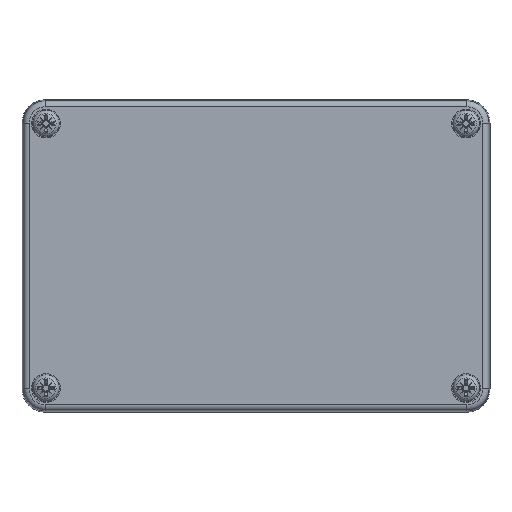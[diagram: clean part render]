
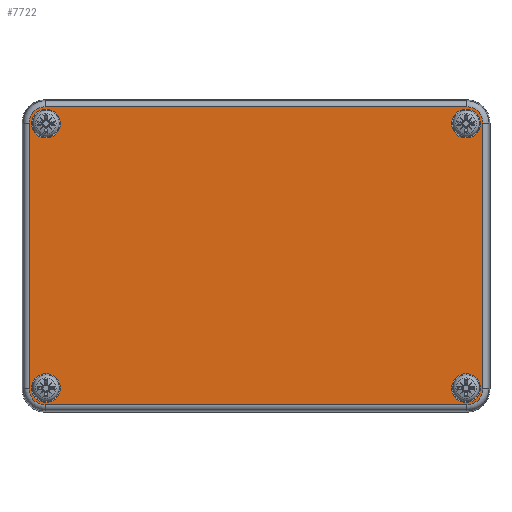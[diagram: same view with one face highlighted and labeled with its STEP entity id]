
A CAD part, top view. The second image highlights one B-rep face of the part: STEP entity #7722.
In plain terms, the highlighted face is planar.
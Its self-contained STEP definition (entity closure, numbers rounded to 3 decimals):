
#7301=CARTESIAN_POINT('',(-54.15,-38.327,-20.0));
#7302=VERTEX_POINT('',#7301);
#7310=CARTESIAN_POINT('',(54.15,-38.327,-20.0));
#7311=VERTEX_POINT('',#7310);
#7312=CARTESIAN_POINT('',(-54.15,-38.327,-20.0));
#7313=DIRECTION('',(1.0,0.0,0.0));
#7314=VECTOR('',#7313,108.3);
#7315=LINE('',#7312,#7314);
#7316=EDGE_CURVE('',#7302,#7311,#7315,.T.);
#7343=CARTESIAN_POINT('',(-58.327,-34.15,-20.0));
#7344=VERTEX_POINT('',#7343);
#7352=CARTESIAN_POINT('',(-54.15,-34.15,-20.0));
#7353=DIRECTION('',(0.0,0.0,1.0));
#7354=DIRECTION('',(-0.707,-0.707,0.0));
#7355=AXIS2_PLACEMENT_3D('',#7352,#7353,#7354);
#7356=CIRCLE('',#7355,4.177);
#7357=EDGE_CURVE('',#7344,#7302,#7356,.T.);
#7375=CARTESIAN_POINT('',(58.327,-34.15,-20.0));
#7376=VERTEX_POINT('',#7375);
#7394=CARTESIAN_POINT('',(54.15,-34.15,-20.0));
#7395=DIRECTION('',(0.0,0.0,1.0));
#7396=DIRECTION('',(0.707,-0.707,0.0));
#7397=AXIS2_PLACEMENT_3D('',#7394,#7395,#7396);
#7398=CIRCLE('',#7397,4.177);
#7399=EDGE_CURVE('',#7311,#7376,#7398,.T.);
#7411=CARTESIAN_POINT('',(-58.327,34.15,-20.0));
#7412=VERTEX_POINT('',#7411);
#7420=CARTESIAN_POINT('',(-58.327,34.15,-20.0));
#7421=DIRECTION('',(0.0,-1.0,0.0));
#7422=VECTOR('',#7421,68.3);
#7423=LINE('',#7420,#7422);
#7424=EDGE_CURVE('',#7412,#7344,#7423,.T.);
#7441=CARTESIAN_POINT('',(58.327,34.15,-20.0));
#7442=VERTEX_POINT('',#7441);
#7459=CARTESIAN_POINT('',(58.327,-34.15,-20.0));
#7460=DIRECTION('',(0.0,1.0,0.0));
#7461=VECTOR('',#7460,68.3);
#7462=LINE('',#7459,#7461);
#7463=EDGE_CURVE('',#7376,#7442,#7462,.T.);
#7475=CARTESIAN_POINT('',(-54.15,38.327,-20.0));
#7476=VERTEX_POINT('',#7475);
#7484=CARTESIAN_POINT('',(-54.15,34.15,-20.0));
#7485=DIRECTION('',(0.0,0.0,1.0));
#7486=DIRECTION('',(-0.707,0.707,0.0));
#7487=AXIS2_PLACEMENT_3D('',#7484,#7485,#7486);
#7488=CIRCLE('',#7487,4.177);
#7489=EDGE_CURVE('',#7476,#7412,#7488,.T.);
#7507=CARTESIAN_POINT('',(54.15,38.327,-20.0));
#7508=VERTEX_POINT('',#7507);
#7526=CARTESIAN_POINT('',(54.15,34.15,-20.0));
#7527=DIRECTION('',(0.0,0.0,1.0));
#7528=DIRECTION('',(0.707,0.707,0.0));
#7529=AXIS2_PLACEMENT_3D('',#7526,#7527,#7528);
#7530=CIRCLE('',#7529,4.177);
#7531=EDGE_CURVE('',#7442,#7508,#7530,.T.);
#7549=CARTESIAN_POINT('',(54.15,38.327,-20.0));
#7550=DIRECTION('',(-1.0,0.0,0.0));
#7551=VECTOR('',#7550,108.3);
#7552=LINE('',#7549,#7551);
#7553=EDGE_CURVE('',#7508,#7476,#7552,.T.);
#7663=CARTESIAN_POINT('',(0.,0.,-20.0));
#7664=DIRECTION('',(0.0,0.0,1.0));
#7665=DIRECTION('',(1.0,0.0,0.0));
#7666=AXIS2_PLACEMENT_3D('',#7663,#7664,#7665);
#7667=PLANE('',#7666);
#7668=ORIENTED_EDGE('',*,*,#7316,.F.);
#7669=ORIENTED_EDGE('',*,*,#7357,.F.);
#7670=ORIENTED_EDGE('',*,*,#7424,.F.);
#7671=ORIENTED_EDGE('',*,*,#7489,.F.);
#7672=ORIENTED_EDGE('',*,*,#7553,.F.);
#7673=ORIENTED_EDGE('',*,*,#7531,.F.);
#7674=ORIENTED_EDGE('',*,*,#7463,.F.);
#7675=ORIENTED_EDGE('',*,*,#7399,.F.);
#7676=EDGE_LOOP('',(#7668,#7669,#7670,#7671,#7672,#7673,#7674,#7675));
#7677=FACE_OUTER_BOUND('',#7676,.T.);
#7678=CARTESIAN_POINT('',(-57.7,-34.,-20.0));
#7679=VERTEX_POINT('',#7678);
#7680=CARTESIAN_POINT('',(-54.0,-34.,-20.0));
#7681=DIRECTION('',(0.0,0.0,1.0));
#7682=DIRECTION('',(1.0,0.0,0.0));
#7683=AXIS2_PLACEMENT_3D('',#7680,#7681,#7682);
#7684=CIRCLE('',#7683,3.7);
#7685=EDGE_CURVE('',#7679,#7679,#7684,.T.);
#7686=ORIENTED_EDGE('',*,*,#7685,.T.);
#7687=EDGE_LOOP('',(#7686));
#7688=FACE_BOUND('',#7687,.T.);
#7689=CARTESIAN_POINT('',(-57.7,34.,-20.0));
#7690=VERTEX_POINT('',#7689);
#7691=CARTESIAN_POINT('',(-54.,34.,-20.0));
#7692=DIRECTION('',(0.0,0.0,1.0));
#7693=DIRECTION('',(1.0,0.0,0.0));
#7694=AXIS2_PLACEMENT_3D('',#7691,#7692,#7693);
#7695=CIRCLE('',#7694,3.7);
#7696=EDGE_CURVE('',#7690,#7690,#7695,.T.);
#7697=ORIENTED_EDGE('',*,*,#7696,.T.);
#7698=EDGE_LOOP('',(#7697));
#7699=FACE_BOUND('',#7698,.T.);
#7700=CARTESIAN_POINT('',(50.3,34.,-20.0));
#7701=VERTEX_POINT('',#7700);
#7702=CARTESIAN_POINT('',(54.,34.,-20.0));
#7703=DIRECTION('',(0.0,0.0,1.0));
#7704=DIRECTION('',(1.0,0.0,0.0));
#7705=AXIS2_PLACEMENT_3D('',#7702,#7703,#7704);
#7706=CIRCLE('',#7705,3.7);
#7707=EDGE_CURVE('',#7701,#7701,#7706,.T.);
#7708=ORIENTED_EDGE('',*,*,#7707,.T.);
#7709=EDGE_LOOP('',(#7708));
#7710=FACE_BOUND('',#7709,.T.);
#7711=CARTESIAN_POINT('',(50.3,-34.,-20.0));
#7712=VERTEX_POINT('',#7711);
#7713=CARTESIAN_POINT('',(54.0,-34.,-20.0));
#7714=DIRECTION('',(0.0,0.0,1.0));
#7715=DIRECTION('',(1.0,0.0,0.0));
#7716=AXIS2_PLACEMENT_3D('',#7713,#7714,#7715);
#7717=CIRCLE('',#7716,3.7);
#7718=EDGE_CURVE('',#7712,#7712,#7717,.T.);
#7719=ORIENTED_EDGE('',*,*,#7718,.T.);
#7720=EDGE_LOOP('',(#7719));
#7721=FACE_BOUND('',#7720,.T.);
#7722=ADVANCED_FACE('',(#7677,#7688,#7699,#7710,#7721),#7667,.F.);
